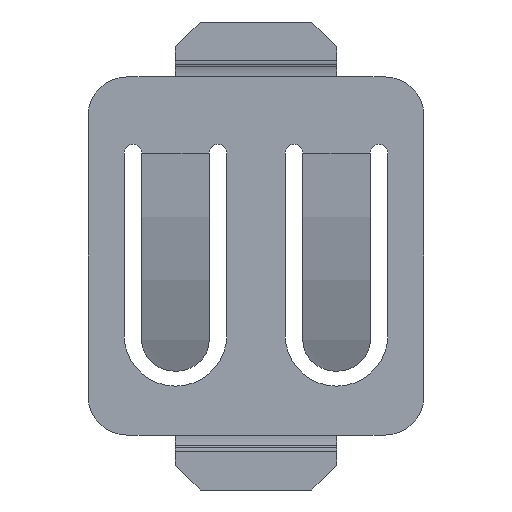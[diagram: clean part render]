
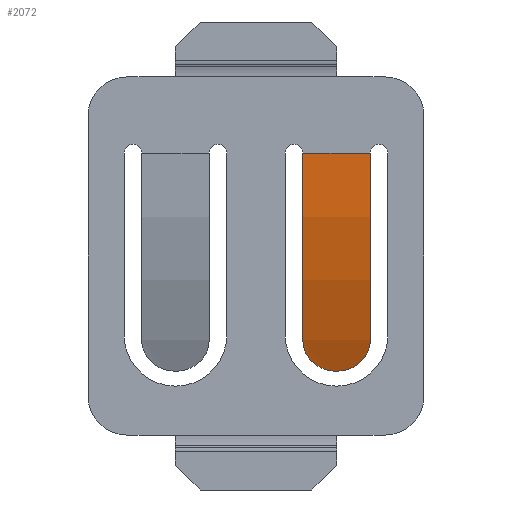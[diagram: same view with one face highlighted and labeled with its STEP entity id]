
A CAD part, front view. The second image highlights one B-rep face of the part: STEP entity #2072.
In plain terms, the highlighted cylindrical face has radius 14.332 mm (diameter 28.663 mm), a partial arc.
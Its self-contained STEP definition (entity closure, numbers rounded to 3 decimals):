
#15 = CARTESIAN_POINT ( 'NONE',  ( 2.872, 1.073, -3.097 ) ) ;
#63 = CARTESIAN_POINT ( 'NONE',  ( 2.411, 1.154, -3.27 ) ) ;
#80 = DIRECTION ( 'NONE',  ( 1., 0., 0. ) ) ;
#92 = ORIENTED_EDGE ( 'NONE', *, *, #278, .F. ) ;
#93 = AXIS2_PLACEMENT_3D ( 'NONE', #1066, #1659, #2088 ) ;
#122 = VERTEX_POINT ( 'NONE', #744 ) ;
#259 = CARTESIAN_POINT ( 'NONE',  ( 3.24, 0.771, -2.395 ) ) ;
#274 = CARTESIAN_POINT ( 'NONE',  ( 2.766, 1.103, -3.161 ) ) ;
#278 = EDGE_CURVE ( 'NONE', #830, #1147, #1487, .T. ) ;
#291 = DIRECTION ( 'NONE',  ( 0., 0., -1. ) ) ;
#466 = EDGE_CURVE ( 'NONE', #122, #830, #2451, .T. ) ;
#491 = B_SPLINE_CURVE_WITH_KNOTS ( 'NONE', 3,
 ( #648, #63, #2339, #274, #15, #1496, #2141, #2121 ),
 .UNSPECIFIED., .F., .F.,
 ( 4, 2, 2, 4 ),
 ( 0., 0., 0.001, 0.001 ),
 .UNSPECIFIED. ) ;
#499 = CARTESIAN_POINT ( 'NONE',  ( 1.33, 14.082, 2.918 ) ) ;
#648 = CARTESIAN_POINT ( 'NONE',  ( 2.285, 1.154, -3.27 ) ) ;
#656 = VERTEX_POINT ( 'NONE', #722 ) ;
#665 = CIRCLE ( 'NONE', #93, 14.332 ) ;
#722 = CARTESIAN_POINT ( 'NONE',  ( 2.285, 1.154, -3.27 ) ) ;
#744 = CARTESIAN_POINT ( 'NONE',  ( 1.33, -0.25, 2.918 ) ) ;
#821 = AXIS2_PLACEMENT_3D ( 'NONE', #499, #80, #291 ) ;
#824 = CARTESIAN_POINT ( 'NONE',  ( 1.355, 0.865, -2.626 ) ) ;
#830 = VERTEX_POINT ( 'NONE', #1456 ) ;
#896 = ORIENTED_EDGE ( 'NONE', *, *, #987, .T. ) ;
#903 = EDGE_CURVE ( 'NONE', #2232, #656, #2324, .T. ) ;
#944 = DIRECTION ( 'NONE',  ( 0., 0., -1. ) ) ;
#987 = EDGE_CURVE ( 'NONE', #122, #2232, #665, .T. ) ;
#1042 = DIRECTION ( 'NONE',  ( 1., 0., 0. ) ) ;
#1066 = CARTESIAN_POINT ( 'NONE',  ( 1.33, 14.082, 2.918 ) ) ;
#1147 = VERTEX_POINT ( 'NONE', #259 ) ;
#1210 = CARTESIAN_POINT ( 'NONE',  ( 1.33, 0.771, -2.395 ) ) ;
#1233 = CARTESIAN_POINT ( 'NONE',  ( 1.45, 0.956, -2.839 ) ) ;
#1351 = ORIENTED_EDGE ( 'NONE', *, *, #466, .F. ) ;
#1418 = EDGE_CURVE ( 'NONE', #656, #1147, #491, .T. ) ;
#1446 = CARTESIAN_POINT ( 'NONE',  ( 1.521, 1., -2.936 ) ) ;
#1456 = CARTESIAN_POINT ( 'NONE',  ( 3.24, -0.25, 2.918 ) ) ;
#1479 = EDGE_LOOP ( 'NONE', ( #896, #1732, #2501, #92, #1351 ) ) ;
#1487 = CIRCLE ( 'NONE', #2376, 14.332 ) ;
#1496 = CARTESIAN_POINT ( 'NONE',  ( 3.136, 0.963, -2.856 ) ) ;
#1618 = CARTESIAN_POINT ( 'NONE',  ( 1.785, 1.109, -3.177 ) ) ;
#1627 = CARTESIAN_POINT ( 'NONE',  ( 2.285, 1.154, -3.27 ) ) ;
#1659 = DIRECTION ( 'NONE',  ( 1., 0., 0. ) ) ;
#1732 = ORIENTED_EDGE ( 'NONE', *, *, #903, .T. ) ;
#1852 = CARTESIAN_POINT ( 'NONE',  ( 2.033, 1.154, -3.27 ) ) ;
#1912 = CYLINDRICAL_SURFACE ( 'NONE', #821, 14.332 ) ;
#1944 = CARTESIAN_POINT ( 'NONE',  ( 3.24, 14.082, 2.918 ) ) ;
#1970 = CARTESIAN_POINT ( 'NONE',  ( 1.33, 0.771, -2.395 ) ) ;
#2033 = VECTOR ( 'NONE', #1042, 1000. ) ;
#2072 = ADVANCED_FACE ( 'NONE', ( #2080 ), #1912, .T. ) ;
#2080 = FACE_OUTER_BOUND ( 'NONE', #1479, .T. ) ;
#2088 = DIRECTION ( 'NONE',  ( 0., 0., -1. ) ) ;
#2121 = CARTESIAN_POINT ( 'NONE',  ( 3.24, 0.771, -2.395 ) ) ;
#2141 = CARTESIAN_POINT ( 'NONE',  ( 3.24, 0.864, -2.629 ) ) ;
#2196 = DIRECTION ( 'NONE',  ( 1., 0., 0. ) ) ;
#2232 = VERTEX_POINT ( 'NONE', #1970 ) ;
#2267 = CARTESIAN_POINT ( 'NONE',  ( 1.33, -0.25, 2.918 ) ) ;
#2324 = B_SPLINE_CURVE_WITH_KNOTS ( 'NONE', 3,
 ( #1210, #2463, #824, #1233, #1446, #1618, #1852, #1627 ),
 .UNSPECIFIED., .F., .F.,
 ( 4, 2, 2, 4 ),
 ( 0., 0., 0.001, 0.001 ),
 .UNSPECIFIED. ) ;
#2339 = CARTESIAN_POINT ( 'NONE',  ( 2.535, 1.144, -3.248 ) ) ;
#2376 = AXIS2_PLACEMENT_3D ( 'NONE', #1944, #2196, #944 ) ;
#2451 = LINE ( 'NONE', #2267, #2033 ) ;
#2463 = CARTESIAN_POINT ( 'NONE',  ( 1.33, 0.818, -2.512 ) ) ;
#2501 = ORIENTED_EDGE ( 'NONE', *, *, #1418, .T. ) ;
